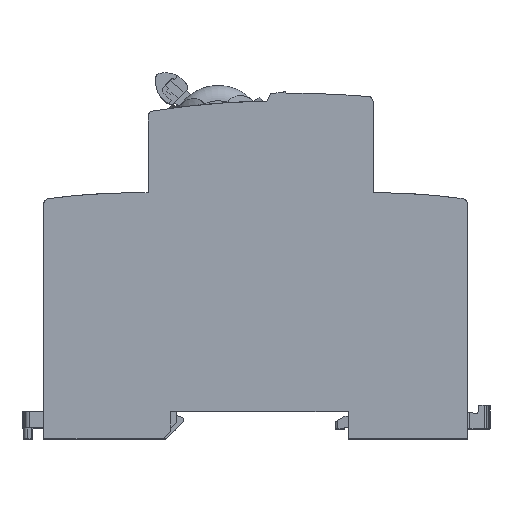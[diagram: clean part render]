
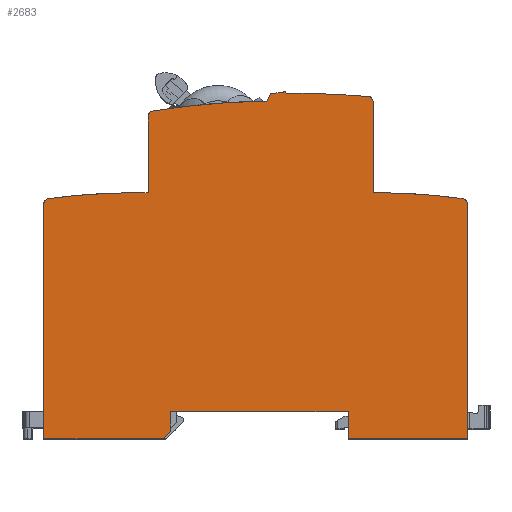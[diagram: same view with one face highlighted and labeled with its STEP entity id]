
A CAD part, top view. The second image highlights one B-rep face of the part: STEP entity #2683.
In plain terms, the highlighted planar face has unit normal (0, 0, 1).
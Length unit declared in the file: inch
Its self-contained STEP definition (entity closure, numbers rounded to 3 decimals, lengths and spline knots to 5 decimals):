
#1=CARTESIAN_POINT('',(0.21594,1.87315,-0.00537));
#2=DIRECTION('',(0.,0.,-1.));
#3=DIRECTION('',(-1.,0.,0.));
#4=AXIS2_PLACEMENT_3D('',#1,#2,#3);
#6=CARTESIAN_POINT('',(0.92066,-3.3593,-0.00537));
#7=DIRECTION('',(0.,0.,-1.));
#8=DIRECTION('',(-0.133,0.991,0.));
#9=AXIS2_PLACEMENT_3D('',#6,#7,#8);
#11=DIRECTION('',(1.,0.,0.));
#12=VECTOR('',#11,0.07874);
#13=CARTESIAN_POINT('',(0.92066,1.95977,-0.00537));
#14=LINE('',#13,#12);
#15=DIRECTION('',(0.,1.,0.));
#16=VECTOR('',#15,0.6043);
#17=CARTESIAN_POINT('',(0.9994,1.95977,-0.00537));
#18=LINE('',#17,#16);
#19=CARTESIAN_POINT('',(1.03877,2.56403,-0.00537));
#20=DIRECTION('',(0.,0.,-1.));
#21=DIRECTION('',(-1.,0.001,0.));
#22=AXIS2_PLACEMENT_3D('',#19,#20,#21);
#24=CARTESIAN_POINT('',(2.02893,-3.61701,-0.00537));
#25=DIRECTION('',(0.,0.,-1.));
#26=DIRECTION('',(-0.158,0.987,0.));
#27=AXIS2_PLACEMENT_3D('',#24,#25,#26);
#29=DIRECTION('',(1.,0.016,0.));
#30=VECTOR('',#29,0.00604);
#31=CARTESIAN_POINT('',(1.92657,2.68138,-0.00537));
#32=LINE('',#31,#30);
#33=DIRECTION('',(0.444,0.896,0.));
#34=VECTOR('',#33,0.07063);
#35=CARTESIAN_POINT('',(1.93261,2.68147,-0.00537));
#36=LINE('',#35,#34);
#37=DIRECTION('',(1.,0.01,0.));
#38=VECTOR('',#37,0.00484);
#39=CARTESIAN_POINT('',(1.96397,2.74475,-0.00537));
#40=LINE('',#39,#38);
#41=CARTESIAN_POINT('',(2.04861,-5.75286,-0.00537));
#42=DIRECTION('',(0.,0.,-1.));
#43=DIRECTION('',(-0.009,1.,0.));
#44=AXIS2_PLACEMENT_3D('',#41,#42,#43);
#46=CARTESIAN_POINT('',(2.04861,-5.75286,-0.00537));
#47=DIRECTION('',(0.,0.,-1.));
#48=DIRECTION('',(0.,1.,0.));
#49=AXIS2_PLACEMENT_3D('',#46,#47,#48);
#51=DIRECTION('',(0.,1.,0.));
#52=VECTOR('',#51,0.00389);
#53=CARTESIAN_POINT('',(2.06633,2.74516,-0.00537));
#54=LINE('',#53,#52);
#55=CARTESIAN_POINT('',(2.0742,2.74905,-0.00537));
#56=DIRECTION('',(0.,0.,-1.));
#57=DIRECTION('',(-1.,0.,0.));
#58=AXIS2_PLACEMENT_3D('',#55,#56,#57);
#60=CARTESIAN_POINT('',(2.0742,2.74905,-0.00537));
#61=DIRECTION('',(0.,0.,-1.));
#62=DIRECTION('',(0.,1.,0.));
#63=AXIS2_PLACEMENT_3D('',#60,#61,#62);
#65=DIRECTION('',(0.,-1.,0.));
#66=VECTOR('',#65,0.00394);
#67=CARTESIAN_POINT('',(2.08208,2.74905,-0.00537));
#68=LINE('',#67,#66);
#69=CARTESIAN_POINT('',(2.04861,-5.75286,-0.00537));
#70=DIRECTION('',(0.,0.,-1.));
#71=DIRECTION('',(0.004,1.,0.));
#72=AXIS2_PLACEMENT_3D('',#69,#70,#71);
#74=CARTESIAN_POINT('',(2.73168,2.67818,-0.00537));
#75=DIRECTION('',(0.,0.,-1.));
#76=DIRECTION('',(0.081,0.997,0.));
#77=AXIS2_PLACEMENT_3D('',#74,#75,#76);
#79=DIRECTION('',(0.,-1.,0.));
#80=VECTOR('',#79,0.71841);
#81=CARTESIAN_POINT('',(2.77105,2.67818,-0.00537));
#82=LINE('',#81,#80);
#83=CARTESIAN_POINT('',(2.77105,-3.3593,-0.00537));
#84=DIRECTION('',(0.,0.,-1.));
#85=DIRECTION('',(0.,1.,0.));
#86=AXIS2_PLACEMENT_3D('',#83,#84,#85);
#88=CARTESIAN_POINT('',(3.47578,1.87315,-0.00537));
#89=DIRECTION('',(0.,0.,-1.));
#90=DIRECTION('',(0.133,0.991,0.));
#91=AXIS2_PLACEMENT_3D('',#88,#89,#90);
#93=DIRECTION('',(0.,-1.,0.));
#94=VECTOR('',#93,1.85433);
#95=CARTESIAN_POINT('',(3.51515,1.87315,-0.00537));
#96=LINE('',#95,#94);
#97=DIRECTION('',(-1.,0.,0.));
#98=VECTOR('',#97,0.94094);
#99=CARTESIAN_POINT('',(3.51515,0.01882,-0.00537));
#100=LINE('',#99,#98);
#101=DIRECTION('',(0.,1.,0.));
#102=VECTOR('',#101,0.21654);
#103=CARTESIAN_POINT('',(2.5742,0.01882,
-0.00537));
#104=LINE('',#103,#102);
#105=DIRECTION('',(-1.,0.,0.));
#106=VECTOR('',#105,1.39764);
#107=CARTESIAN_POINT('',(2.5742,0.23536,
-0.00537));
#108=LINE('',#107,#106);
#109=DIRECTION('',(0.,-1.,0.));
#110=VECTOR('',#109,0.15748);
#111=CARTESIAN_POINT('',(1.17657,0.23536,
-0.00537));
#112=LINE('',#111,#110);
#113=DIRECTION('',(-0.707,-0.707,0.));
#114=VECTOR('',#113,0.08352);
#115=CARTESIAN_POINT('',(1.17657,0.07788,
-0.00537));
#116=LINE('',#115,#114);
#117=DIRECTION('',(-1.,0.,0.));
#118=VECTOR('',#117,0.94094);
#119=CARTESIAN_POINT('',(1.11751,0.01882,
-0.00537));
#120=LINE('',#119,#118);
#121=DIRECTION('',(0.,1.,0.));
#122=VECTOR('',#121,1.85433);
#123=CARTESIAN_POINT('',(0.17657,0.01882,
-0.00537));
#124=LINE('',#123,#122);
#2107=CARTESIAN_POINT('',(0.17657,1.87315,
-0.00537));
#2108=CARTESIAN_POINT('',(0.21068,1.91217,
-0.00537));
#2109=VERTEX_POINT('',#2107);
#2110=VERTEX_POINT('',#2108);
#2111=CARTESIAN_POINT('',(0.92066,1.95977,
-0.00537));
#2112=VERTEX_POINT('',#2111);
#2113=CARTESIAN_POINT('',(0.9994,1.95977,
-0.00537));
#2114=VERTEX_POINT('',#2113);
#2115=CARTESIAN_POINT('',(0.9994,2.56407,
-0.00537));
#2116=VERTEX_POINT('',#2115);
#2117=CARTESIAN_POINT('',(1.03254,2.60291,
-0.00537));
#2118=VERTEX_POINT('',#2117);
#2119=CARTESIAN_POINT('',(1.92657,2.68138,
-0.00537));
#2120=VERTEX_POINT('',#2119);
#2121=CARTESIAN_POINT('',(1.93261,2.68147,
-0.00537));
#2122=VERTEX_POINT('',#2121);
#2123=CARTESIAN_POINT('',(1.96397,2.74475,
-0.00537));
#2124=VERTEX_POINT('',#2123);
#2125=CARTESIAN_POINT('',(1.9688,2.7448,
-0.00537));
#2126=VERTEX_POINT('',#2125);
#2127=CARTESIAN_POINT('',(2.04861,2.74518,
-0.00537));
#2128=VERTEX_POINT('',#2127);
#2129=CARTESIAN_POINT('',(2.06633,2.74516,
-0.00537));
#2130=VERTEX_POINT('',#2129);
#2131=CARTESIAN_POINT('',(2.06633,2.74905,
-0.00537));
#2132=VERTEX_POINT('',#2131);
#2133=CARTESIAN_POINT('',(2.0742,2.75692,
-0.00537));
#2134=VERTEX_POINT('',#2133);
#2135=CARTESIAN_POINT('',(2.08208,2.74905,
-0.00537));
#2136=VERTEX_POINT('',#2135);
#2137=CARTESIAN_POINT('',(2.08208,2.74511,
-0.00537));
#2138=VERTEX_POINT('',#2137);
#2139=CARTESIAN_POINT('',(2.73486,2.71742,
-0.00537));
#2140=VERTEX_POINT('',#2139);
#2141=CARTESIAN_POINT('',(2.77105,2.67818,
-0.00537));
#2142=VERTEX_POINT('',#2141);
#2143=CARTESIAN_POINT('',(2.77105,1.95977,
-0.00537));
#2144=VERTEX_POINT('',#2143);
#2145=CARTESIAN_POINT('',(3.48103,1.91217,
-0.00537));
#2146=VERTEX_POINT('',#2145);
#2147=CARTESIAN_POINT('',(3.51515,1.87315,
-0.00537));
#2148=VERTEX_POINT('',#2147);
#2149=CARTESIAN_POINT('',(3.51515,0.01882,
-0.00537));
#2150=VERTEX_POINT('',#2149);
#2151=CARTESIAN_POINT('',(2.5742,0.01882,
-0.00537));
#2152=VERTEX_POINT('',#2151);
#2153=CARTESIAN_POINT('',(2.5742,0.23536,
-0.00537));
#2154=VERTEX_POINT('',#2153);
#2155=CARTESIAN_POINT('',(1.17657,0.23536,
-0.00537));
#2156=VERTEX_POINT('',#2155);
#2157=CARTESIAN_POINT('',(1.17657,0.07788,
-0.00537));
#2158=VERTEX_POINT('',#2157);
#2159=CARTESIAN_POINT('',(1.11751,0.01882,
-0.00537));
#2160=VERTEX_POINT('',#2159);
#2161=CARTESIAN_POINT('',(0.17657,0.01882,
-0.00537));
#2162=VERTEX_POINT('',#2161);
#2620=CARTESIAN_POINT('',(0.,0.,-0.00537));
#2621=DIRECTION('',(0.,0.,-1.));
#2622=DIRECTION('',(-1.,0.,0.));
#2623=AXIS2_PLACEMENT_3D('',#2620,#2621,#2622);
#2624=PLANE('',#2623);
#2626=ORIENTED_EDGE('',*,*,#2625,.T.);
#2628=ORIENTED_EDGE('',*,*,#2627,.T.);
#2630=ORIENTED_EDGE('',*,*,#2629,.T.);
#2632=ORIENTED_EDGE('',*,*,#2631,.T.);
#2634=ORIENTED_EDGE('',*,*,#2633,.T.);
#2636=ORIENTED_EDGE('',*,*,#2635,.T.);
#2638=ORIENTED_EDGE('',*,*,#2637,.T.);
#2640=ORIENTED_EDGE('',*,*,#2639,.T.);
#2642=ORIENTED_EDGE('',*,*,#2641,.T.);
#2644=ORIENTED_EDGE('',*,*,#2643,.T.);
#2646=ORIENTED_EDGE('',*,*,#2645,.T.);
#2648=ORIENTED_EDGE('',*,*,#2647,.T.);
#2650=ORIENTED_EDGE('',*,*,#2649,.T.);
#2652=ORIENTED_EDGE('',*,*,#2651,.T.);
#2654=ORIENTED_EDGE('',*,*,#2653,.T.);
#2656=ORIENTED_EDGE('',*,*,#2655,.T.);
#2658=ORIENTED_EDGE('',*,*,#2657,.T.);
#2660=ORIENTED_EDGE('',*,*,#2659,.T.);
#2662=ORIENTED_EDGE('',*,*,#2661,.T.);
#2664=ORIENTED_EDGE('',*,*,#2663,.T.);
#2666=ORIENTED_EDGE('',*,*,#2665,.T.);
#2668=ORIENTED_EDGE('',*,*,#2667,.T.);
#2670=ORIENTED_EDGE('',*,*,#2669,.T.);
#2672=ORIENTED_EDGE('',*,*,#2671,.T.);
#2674=ORIENTED_EDGE('',*,*,#2673,.T.);
#2676=ORIENTED_EDGE('',*,*,#2675,.T.);
#2678=ORIENTED_EDGE('',*,*,#2677,.T.);
#2680=ORIENTED_EDGE('',*,*,#2679,.T.);
#2681=EDGE_LOOP('',(#2626,#2628,#2630,#2632,#2634,#2636,#2638,#2640,#2642,#2644,
#2646,#2648,#2650,#2652,#2654,#2656,#2658,#2660,#2662,#2664,#2666,#2668,#2670,
#2672,#2674,#2676,#2678,#2680));
#2682=FACE_OUTER_BOUND('',#2681,.F.);
#2683=ADVANCED_FACE('',(#2682),#2624,.F.);
#5=CIRCLE('',#4,0.03937);
#10=CIRCLE('',#9,5.31906);
#23=CIRCLE('',#22,0.03937);
#28=CIRCLE('',#27,6.29921);
#45=CIRCLE('',#44,8.49803);
#50=CIRCLE('',#49,8.49803);
#59=CIRCLE('',#58,0.00787);
#64=CIRCLE('',#63,0.00787);
#73=CIRCLE('',#72,8.49803);
#78=CIRCLE('',#77,0.03937);
#87=CIRCLE('',#86,5.31906);
#92=CIRCLE('',#91,0.03937);
#2625=EDGE_CURVE('',#2109,#2110,#5,.T.);
#2627=EDGE_CURVE('',#2110,#2112,#10,.T.);
#2629=EDGE_CURVE('',#2112,#2114,#14,.T.);
#2631=EDGE_CURVE('',#2114,#2116,#18,.T.);
#2633=EDGE_CURVE('',#2116,#2118,#23,.T.);
#2635=EDGE_CURVE('',#2118,#2120,#28,.T.);
#2637=EDGE_CURVE('',#2120,#2122,#32,.T.);
#2639=EDGE_CURVE('',#2122,#2124,#36,.T.);
#2641=EDGE_CURVE('',#2124,#2126,#40,.T.);
#2643=EDGE_CURVE('',#2126,#2128,#45,.T.);
#2645=EDGE_CURVE('',#2128,#2130,#50,.T.);
#2647=EDGE_CURVE('',#2130,#2132,#54,.T.);
#2649=EDGE_CURVE('',#2132,#2134,#59,.T.);
#2651=EDGE_CURVE('',#2134,#2136,#64,.T.);
#2653=EDGE_CURVE('',#2136,#2138,#68,.T.);
#2655=EDGE_CURVE('',#2138,#2140,#73,.T.);
#2657=EDGE_CURVE('',#2140,#2142,#78,.T.);
#2659=EDGE_CURVE('',#2142,#2144,#82,.T.);
#2661=EDGE_CURVE('',#2144,#2146,#87,.T.);
#2663=EDGE_CURVE('',#2146,#2148,#92,.T.);
#2665=EDGE_CURVE('',#2148,#2150,#96,.T.);
#2667=EDGE_CURVE('',#2150,#2152,#100,.T.);
#2669=EDGE_CURVE('',#2152,#2154,#104,.T.);
#2671=EDGE_CURVE('',#2154,#2156,#108,.T.);
#2673=EDGE_CURVE('',#2156,#2158,#112,.T.);
#2675=EDGE_CURVE('',#2158,#2160,#116,.T.);
#2677=EDGE_CURVE('',#2160,#2162,#120,.T.);
#2679=EDGE_CURVE('',#2162,#2109,#124,.T.);
